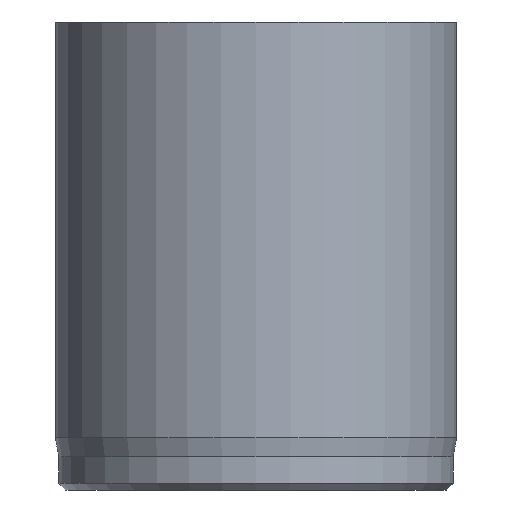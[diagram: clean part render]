
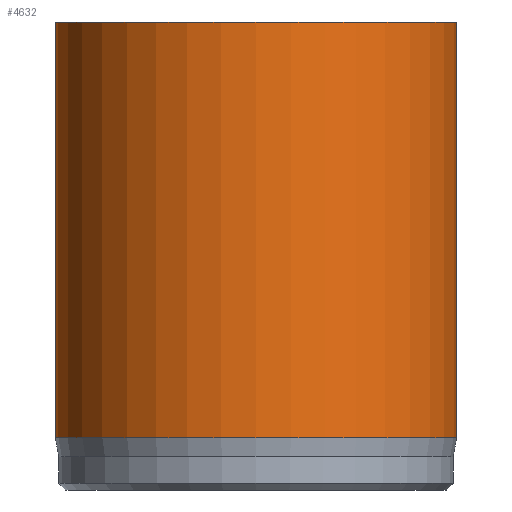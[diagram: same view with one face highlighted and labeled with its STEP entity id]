
A CAD part, front view. The second image highlights one B-rep face of the part: STEP entity #4632.
In plain terms, the highlighted cylindrical face has radius 6 mm (diameter 12 mm), a full revolution.
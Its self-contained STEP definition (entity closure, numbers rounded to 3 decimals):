
#31=CYLINDRICAL_SURFACE('',#4803,6.);
#45=CIRCLE('',#4779,6.);
#57=CIRCLE('',#4801,6.);
#58=CIRCLE('',#4802,6.);
#416=FACE_OUTER_BOUND('',#693,.T.);
#693=EDGE_LOOP('',(#4136,#4137,#4138,#4139,#4140));
#1031=LINE('',#8805,#1375);
#1375=VECTOR('',#5349,6.);
#2130=VERTEX_POINT('',#8759);
#2142=VERTEX_POINT('',#8799);
#2143=VERTEX_POINT('',#8800);
#2794=EDGE_CURVE('',#2130,#2130,#45,.T.);
#2812=EDGE_CURVE('',#2142,#2143,#57,.T.);
#2813=EDGE_CURVE('',#2143,#2142,#58,.T.);
#2815=EDGE_CURVE('',#2130,#2142,#1031,.T.);
#4136=ORIENTED_EDGE('',*,*,#2794,.T.);
#4137=ORIENTED_EDGE('',*,*,#2815,.T.);
#4138=ORIENTED_EDGE('',*,*,#2812,.T.);
#4139=ORIENTED_EDGE('',*,*,#2813,.T.);
#4140=ORIENTED_EDGE('',*,*,#2815,.F.);
#4632=ADVANCED_FACE('',(#416),#31,.T.);
#4779=AXIS2_PLACEMENT_3D('',#8760,#5292,#5293);
#4801=AXIS2_PLACEMENT_3D('',#8801,#5342,#5343);
#4802=AXIS2_PLACEMENT_3D('',#8802,#5344,#5345);
#4803=AXIS2_PLACEMENT_3D('',#8804,#5347,#5348);
#5292=DIRECTION('center_axis',(0.,0.,-1.));
#5293=DIRECTION('ref_axis',(-1.,0.,0.));
#5342=DIRECTION('center_axis',(0.,0.,1.));
#5343=DIRECTION('ref_axis',(-1.,0.,0.));
#5344=DIRECTION('center_axis',(0.,0.,1.));
#5345=DIRECTION('ref_axis',(-1.,0.,0.));
#5347=DIRECTION('center_axis',(0.,0.,1.));
#5348=DIRECTION('ref_axis',(-1.,0.,0.));
#5349=DIRECTION('',(0.,0.,-1.));
#8759=CARTESIAN_POINT('',(6.,0.,14.));
#8760=CARTESIAN_POINT('Origin',(0.,0.,14.));
#8799=CARTESIAN_POINT('',(6.,0.,1.567));
#8800=CARTESIAN_POINT('',(-6.,0.,1.567));
#8801=CARTESIAN_POINT('Origin',(0.,0.,1.567));
#8802=CARTESIAN_POINT('Origin',(0.,0.,1.567));
#8804=CARTESIAN_POINT('Origin',(0.,0.,0.));
#8805=CARTESIAN_POINT('',(6.,0.,0.));
